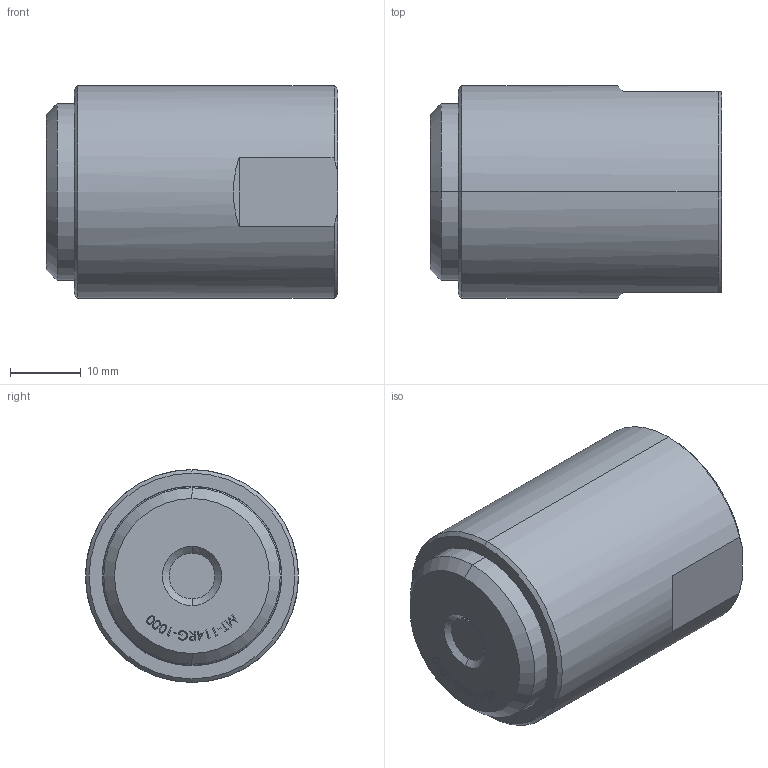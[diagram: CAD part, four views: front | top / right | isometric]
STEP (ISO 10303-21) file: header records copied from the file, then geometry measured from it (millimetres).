
FILE_DESCRIPTION (( 'STEP AP203' ), '1' );
FILE_NAME ('MT-114RG-1000.step', '2019-10-25T17:02:01', ( '' ), ( '' ), 'SwSTEP 2.0', 'SolidWorks 2020', '' );
FILE_SCHEMA (( 'CONFIG_CONTROL_DESIGN' ));
Length unit declared in the file: inch
Products named in the file (1): MT-114RG-1000
Bounding box: 41.27 x 30.16 x 30.16 mm (x, y, z)
Volume: 20914.1 mm3; surface area: 12211.7 mm2
Topology: 10 solids, 10 shells, 243 faces, 613 edges, 402 vertices
Faces by surface type: plane 111, bspline 44, cylinder 41, cone 29, sphere 12, torus 6
Entity records: 12023 total; most frequent: CARTESIAN_POINT 6630, ORIENTED_EDGE 1166, DIRECTION 945, EDGE_CURVE 583, VERTEX_POINT 384, LINE 341, VECTOR 341, AXIS2_PLACEMENT_3D 302
